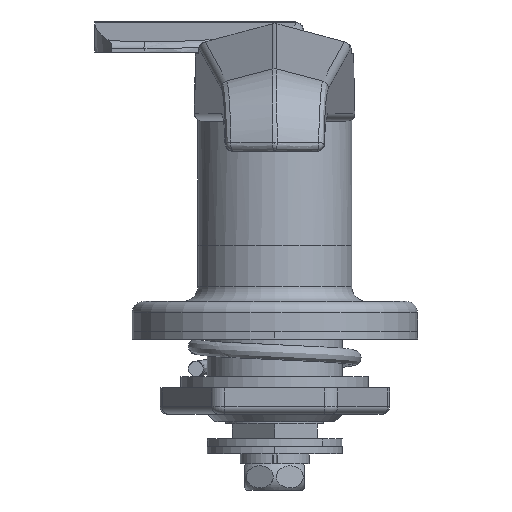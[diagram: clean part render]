
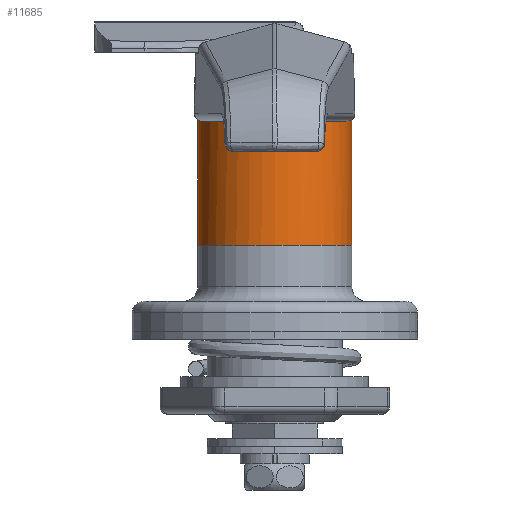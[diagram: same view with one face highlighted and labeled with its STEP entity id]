
A CAD part, front view. The second image highlights one B-rep face of the part: STEP entity #11685.
In plain terms, the highlighted cylindrical face has radius 10.25 mm (diameter 20.5 mm), a partial arc.
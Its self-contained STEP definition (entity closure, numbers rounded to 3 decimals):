
#1505 = ORIENTED_EDGE ( 'NONE', *, *, #11850, .T. ) ;
#1506 = ORIENTED_EDGE ( 'NONE', *, *, #11855, .F. ) ;
#1507 = ORIENTED_EDGE ( 'NONE', *, *, #10293, .T. ) ;
#1508 = ORIENTED_EDGE ( 'NONE', *, *, #11794, .F. ) ;
#1509 = ORIENTED_EDGE ( 'NONE', *, *, #11830, .F. ) ;
#1510 = ORIENTED_EDGE ( 'NONE', *, *, #11841, .F. ) ;
#1511 = ORIENTED_EDGE ( 'NONE', *, *, #11807, .F. ) ;
#1512 = ORIENTED_EDGE ( 'NONE', *, *, #11803, .F. ) ;
#1830 = VERTEX_POINT ( 'NONE', #3793 ) ;
#1831 = VERTEX_POINT ( 'NONE', #3794 ) ;
#1832 = VERTEX_POINT ( 'NONE', #3795 ) ;
#1835 = VERTEX_POINT ( 'NONE', #3798 ) ;
#1844 = VERTEX_POINT ( 'NONE', #3807 ) ;
#1845 = VERTEX_POINT ( 'NONE', #3808 ) ;
#1856 = VERTEX_POINT ( 'NONE', #3819 ) ;
#2156 = EDGE_LOOP ( 'NONE', ( #1506, #1507, #1505, #1509, #1508, #1510, #1511, #1512 ) ) ;
#3793 = CARTESIAN_POINT ( 'NONE',  ( 10.25, 0., -16.5 ) ) ;
#3794 = CARTESIAN_POINT ( 'NONE',  ( -10.25, 0., -16.5 ) ) ;
#3795 = CARTESIAN_POINT ( 'NONE',  ( -10.25, 0., 0.167 ) ) ;
#3798 = CARTESIAN_POINT ( 'NONE',  ( 10.25, 0., 0.167 ) ) ;
#3807 = CARTESIAN_POINT ( 'NONE',  ( -9.399, -4.089, 0. ) ) ;
#3808 = CARTESIAN_POINT ( 'NONE',  ( 9.399, -4.089, 0. ) ) ;
#3819 = CARTESIAN_POINT ( 'NONE',  ( -10.216, -0.829, 0.179 ) ) ;
#4577 = AXIS2_PLACEMENT_3D ( 'NONE', #8928, #8941, #8942 ) ;
#4593 = VECTOR ( 'NONE', #8970, 1000. ) ;
#4595 = VECTOR ( 'NONE', #8991, 1000. ) ;
#5173 = CARTESIAN_POINT ( 'NONE',  ( 0., 0., -16.5 ) ) ;
#5174 = DIRECTION ( 'NONE',  ( 0., 0., 1. ) ) ;
#5175 = DIRECTION ( 'NONE',  ( 1., 0., 0. ) ) ;
#7337 = CARTESIAN_POINT ( 'NONE',  ( 0., 0., 2. ) ) ;
#7338 = DIRECTION ( 'NONE',  ( 0., 0., 1. ) ) ;
#7339 = DIRECTION ( 'NONE',  ( 1., 0., 0. ) ) ;
#8555 = CARTESIAN_POINT ( 'NONE',  ( 9.399, -4.089, 0. ) ) ;
#8559 = CARTESIAN_POINT ( 'NONE',  ( 9.623, -3.573, 0. ) ) ;
#8560 = CARTESIAN_POINT ( 'NONE',  ( 9.805, -3.042, 0.049 ) ) ;
#8561 = CARTESIAN_POINT ( 'NONE',  ( 10.079, -1.947, 0.138 ) ) ;
#8562 = CARTESIAN_POINT ( 'NONE',  ( 10.171, -1.392, 0.176 ) ) ;
#8563 = CARTESIAN_POINT ( 'NONE',  ( 10.216, -0.829, 0.179 ) ) ;
#8634 = CARTESIAN_POINT ( 'NONE',  ( -10.25, 0., 0.167 ) ) ;
#8641 = CARTESIAN_POINT ( 'NONE',  ( -10.25, -0.276, 0.176 ) ) ;
#8642 = CARTESIAN_POINT ( 'NONE',  ( -10.239, -0.552, 0.18 ) ) ;
#8643 = CARTESIAN_POINT ( 'NONE',  ( -10.216, -0.829, 0.179 ) ) ;
#8653 = CARTESIAN_POINT ( 'NONE',  ( -10.216, -0.829, 0.179 ) ) ;
#8654 = CARTESIAN_POINT ( 'NONE',  ( -10.171, -1.395, 0.176 ) ) ;
#8655 = CARTESIAN_POINT ( 'NONE',  ( -10.079, -1.948, 0.138 ) ) ;
#8656 = CARTESIAN_POINT ( 'NONE',  ( -9.875, -2.763, 0.071 ) ) ;
#8657 = CARTESIAN_POINT ( 'NONE',  ( -9.796, -3.031, 0.048 ) ) ;
#8658 = CARTESIAN_POINT ( 'NONE',  ( -9.615, -3.564, 0.013 ) ) ;
#8659 = CARTESIAN_POINT ( 'NONE',  ( -9.512, -3.829, 0. ) ) ;
#8660 = CARTESIAN_POINT ( 'NONE',  ( -9.399, -4.089, 0. ) ) ;
#8851 = CARTESIAN_POINT ( 'NONE',  ( 10.216, -0.829, 0.179 ) ) ;
#8852 = CARTESIAN_POINT ( 'NONE',  ( 10.239, -0.552, 0.18 ) ) ;
#8853 = CARTESIAN_POINT ( 'NONE',  ( 10.25, -0.276, 0.176 ) ) ;
#8854 = CARTESIAN_POINT ( 'NONE',  ( 10.25, 0., 0.167 ) ) ;
#8928 = CARTESIAN_POINT ( 'NONE',  ( 0., 0., 0. ) ) ;
#8941 = DIRECTION ( 'NONE',  ( 0., 0., 1. ) ) ;
#8942 = DIRECTION ( 'NONE',  ( -1., 0., 0. ) ) ;
#8968 = LINE ( 'NONE', #8969, #4593 ) ;
#8969 = CARTESIAN_POINT ( 'NONE',  ( 10.25, 0., 2. ) ) ;
#8970 = DIRECTION ( 'NONE',  ( 0., 0., 1. ) ) ;
#8989 = LINE ( 'NONE', #8990, #4595 ) ;
#8990 = CARTESIAN_POINT ( 'NONE',  ( -10.25, 0., 2. ) ) ;
#8991 = DIRECTION ( 'NONE',  ( 0., 0., 1. ) ) ;
#9273 = CARTESIAN_POINT ( 'NONE',  ( 10.216, -0.829, 0.179 ) ) ;
#9512 = AXIS2_PLACEMENT_3D ( 'NONE', #5173, #5174, #5175 ) ;
#10100 = CIRCLE ( 'NONE', #4577, 10.25 ) ;
#10293 = EDGE_CURVE ( 'NONE', #1831, #1830, #12867, .T. ) ;
#10390 = FACE_OUTER_BOUND ( 'NONE', #2156, .T. ) ;
#10391 = AXIS2_PLACEMENT_3D ( 'NONE', #7337, #7338, #7339 ) ;
#10392 = CYLINDRICAL_SURFACE ( 'NONE', #10391, 10.25 ) ;
#11587 = B_SPLINE_CURVE_WITH_KNOTS ( 'NONE', 3,
 ( #8555, #8559, #8560, #8561, #8562, #8563 ),
 .UNSPECIFIED., .F., .F.,
 ( 4, 2, 4 ),
 ( 0.011, 0.013, 0.014 ),
 .UNSPECIFIED. ) ;
#11592 = B_SPLINE_CURVE_WITH_KNOTS ( 'NONE', 3,
 ( #8634, #8641, #8642, #8643 ),
 .UNSPECIFIED., .F., .F.,
 ( 4, 4 ),
 ( 0.004, 0.004 ),
 .UNSPECIFIED. ) ;
#11593 = B_SPLINE_CURVE_WITH_KNOTS ( 'NONE', 3,
 ( #8653, #8654, #8655, #8656, #8657, #8658, #8659, #8660 ),
 .UNSPECIFIED., .F., .F.,
 ( 4, 2, 2, 4 ),
 ( 0.002, 0.004, 0.005, 0.005 ),
 .UNSPECIFIED. ) ;
#11606 = B_SPLINE_CURVE_WITH_KNOTS ( 'NONE', 3,
 ( #8851, #8852, #8853, #8854 ),
 .UNSPECIFIED., .F., .F.,
 ( 4, 4 ),
 ( 0., 0.001 ),
 .UNSPECIFIED. ) ;
#11685 = ADVANCED_FACE ( 'NONE', ( #10390 ), #10392, .T. ) ;
#11794 = EDGE_CURVE ( 'NONE', #1845, #12594, #11587, .T. ) ;
#11803 = EDGE_CURVE ( 'NONE', #1832, #1856, #11592, .T. ) ;
#11807 = EDGE_CURVE ( 'NONE', #1856, #1844, #11593, .T. ) ;
#11830 = EDGE_CURVE ( 'NONE', #12594, #1835, #11606, .T. ) ;
#11841 = EDGE_CURVE ( 'NONE', #1844, #1845, #10100, .T. ) ;
#11850 = EDGE_CURVE ( 'NONE', #1830, #1835, #8968, .T. ) ;
#11855 = EDGE_CURVE ( 'NONE', #1831, #1832, #8989, .T. ) ;
#12594 = VERTEX_POINT ( 'NONE', #9273 ) ;
#12867 = CIRCLE ( 'NONE', #9512, 10.25 ) ;
